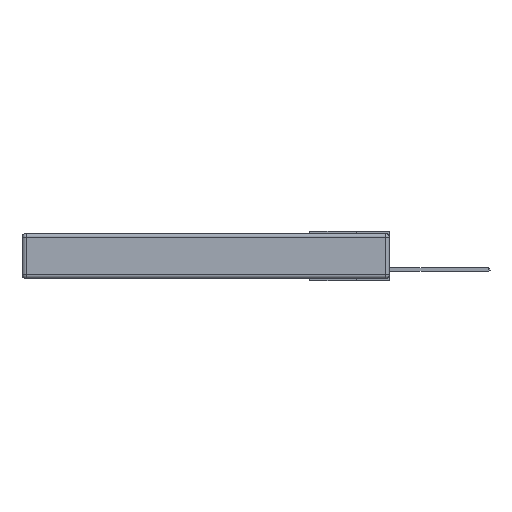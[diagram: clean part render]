
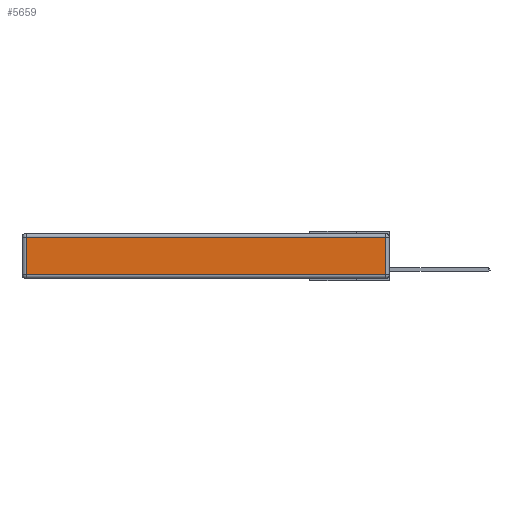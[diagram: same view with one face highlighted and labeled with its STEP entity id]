
A CAD part, left-side view. The second image highlights one B-rep face of the part: STEP entity #5659.
In plain terms, the highlighted planar face has unit normal (-1, 0, 0).
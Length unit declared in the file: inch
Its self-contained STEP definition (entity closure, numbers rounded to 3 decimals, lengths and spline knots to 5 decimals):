
#149 = CARTESIAN_POINT ( 'NONE',  ( 0., 0.03, -0.03 ) ) ;
#312 = DIRECTION ( 'NONE',  ( 0., 0., 1. ) ) ;
#1023 = AXIS2_PLACEMENT_3D ( 'NONE', #13674, #10423, #312 ) ;
#1254 = CARTESIAN_POINT ( 'NONE',  ( 0., 0., -0.313 ) ) ;
#1369 = VERTEX_POINT ( 'NONE', #16942 ) ;
#1745 = LINE ( 'NONE', #12601, #11214 ) ;
#2080 = FACE_OUTER_BOUND ( 'NONE', #20432, .T. ) ;
#2356 = EDGE_CURVE ( 'NONE', #11005, #1369, #3255, .T. ) ;
#2563 = VERTEX_POINT ( 'NONE', #10685 ) ;
#3255 = LINE ( 'NONE', #1254, #7473 ) ;
#3828 = PLANE ( 'NONE',  #1023 ) ;
#5534 = DIRECTION ( 'NONE',  ( 0., 1., 0. ) ) ;
#5659 = ADVANCED_FACE ( 'NONE', ( #2080 ), #3828, .T. ) ;
#5758 = LINE ( 'NONE', #17444, #14431 ) ;
#5830 = ORIENTED_EDGE ( 'NONE', *, *, #2356, .T. ) ;
#6583 = DIRECTION ( 'NONE',  ( 0., 0., 1. ) ) ;
#7473 = VECTOR ( 'NONE', #16477, 39.37008 ) ;
#7992 = EDGE_CURVE ( 'NONE', #10597, #2563, #5758, .T. ) ;
#9453 = CARTESIAN_POINT ( 'NONE',  ( 0., 2.72, -0.313 ) ) ;
#10423 = DIRECTION ( 'NONE',  ( -1., 0., 0. ) ) ;
#10597 = VERTEX_POINT ( 'NONE', #149 ) ;
#10685 = CARTESIAN_POINT ( 'NONE',  ( 0., 2.72, -0.03 ) ) ;
#11005 = VERTEX_POINT ( 'NONE', #9453 ) ;
#11214 = VECTOR ( 'NONE', #19256, 39.37008 ) ;
#11602 = EDGE_CURVE ( 'NONE', #1369, #10597, #14692, .T. ) ;
#12601 = CARTESIAN_POINT ( 'NONE',  ( 0., 2.72, -0.343 ) ) ;
#13674 = CARTESIAN_POINT ( 'NONE',  ( 0., 0., -0.343 ) ) ;
#14431 = VECTOR ( 'NONE', #5534, 39.37008 ) ;
#14692 = LINE ( 'NONE', #20250, #18604 ) ;
#16008 = EDGE_CURVE ( 'NONE', #2563, #11005, #1745, .T. ) ;
#16477 = DIRECTION ( 'NONE',  ( 0., -1., 0. ) ) ;
#16942 = CARTESIAN_POINT ( 'NONE',  ( 0., 0.03, -0.313 ) ) ;
#17444 = CARTESIAN_POINT ( 'NONE',  ( 0., 2.75, -0.03 ) ) ;
#18194 = ORIENTED_EDGE ( 'NONE', *, *, #11602, .T. ) ;
#18604 = VECTOR ( 'NONE', #6583, 39.37008 ) ;
#19256 = DIRECTION ( 'NONE',  ( 0., 0., -1. ) ) ;
#19572 = ORIENTED_EDGE ( 'NONE', *, *, #7992, .T. ) ;
#20250 = CARTESIAN_POINT ( 'NONE',  ( 0., 0.03, -0.343 ) ) ;
#20432 = EDGE_LOOP ( 'NONE', ( #5830, #18194, #19572, #21347 ) ) ;
#21347 = ORIENTED_EDGE ( 'NONE', *, *, #16008, .T. ) ;
